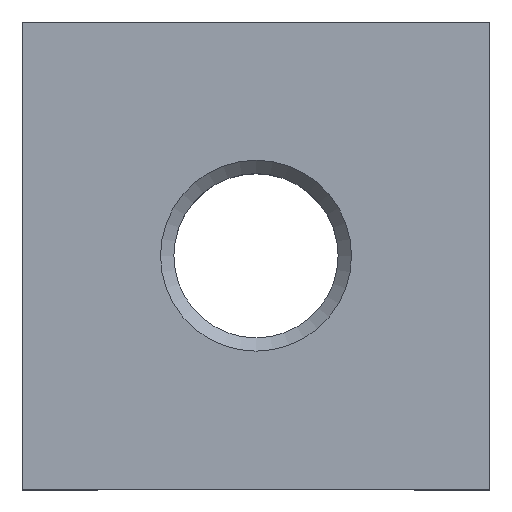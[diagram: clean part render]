
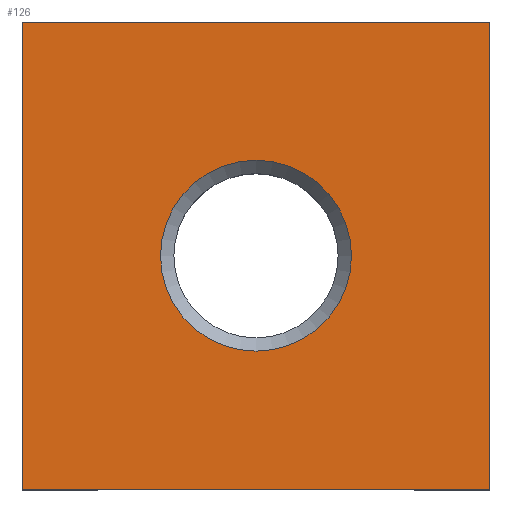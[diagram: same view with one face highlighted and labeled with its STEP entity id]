
A CAD part, top view. The second image highlights one B-rep face of the part: STEP entity #126.
In plain terms, the highlighted planar face has unit normal (0, 0, 1).
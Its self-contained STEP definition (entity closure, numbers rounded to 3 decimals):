
#126 = ADVANCED_FACE( '', ( #273, #274 ), #275, .T. );
#273 = FACE_BOUND( '', #440, .T. );
#274 = FACE_OUTER_BOUND( '', #441, .T. );
#275 = PLANE( '', #442 );
#440 = EDGE_LOOP( '', ( #731 ) );
#441 = EDGE_LOOP( '', ( #732, #733, #734, #735 ) );
#442 = AXIS2_PLACEMENT_3D( '', #736, #737, #738 );
#731 = ORIENTED_EDGE( '', *, *, #1105, .T. );
#732 = ORIENTED_EDGE( '', *, *, #1106, .T. );
#733 = ORIENTED_EDGE( '', *, *, #1003, .T. );
#734 = ORIENTED_EDGE( '', *, *, #1107, .T. );
#735 = ORIENTED_EDGE( '', *, *, #1108, .T. );
#736 = CARTESIAN_POINT( '', ( 0., 0., 2.5 ) );
#737 = DIRECTION( '', ( 0., 0., 1. ) );
#738 = DIRECTION( '', ( 1., 0., 0. ) );
#1003 = EDGE_CURVE( '', #1194, #1192, #1195, .T. );
#1105 = EDGE_CURVE( '', #1356, #1356, #1357, .T. );
#1106 = EDGE_CURVE( '', #1358, #1194, #1359, .T. );
#1107 = EDGE_CURVE( '', #1192, #1360, #1361, .T. );
#1108 = EDGE_CURVE( '', #1360, #1358, #1362, .T. );
#1192 = VERTEX_POINT( '', #1464 );
#1194 = VERTEX_POINT( '', #1467 );
#1195 = LINE( '', #1468, #1469 );
#1356 = VERTEX_POINT( '', #1705 );
#1357 = CIRCLE( '', #1706, 1.43 );
#1358 = VERTEX_POINT( '', #1707 );
#1359 = LINE( '', #1708, #1709 );
#1360 = VERTEX_POINT( '', #1710 );
#1361 = LINE( '', #1711, #1712 );
#1362 = LINE( '', #1713, #1714 );
#1464 = CARTESIAN_POINT( '', ( 3.5, -3.5, 2.5 ) );
#1467 = CARTESIAN_POINT( '', ( -3.5, -3.5, 2.5 ) );
#1468 = CARTESIAN_POINT( '', ( -3.5, -3.5, 2.5 ) );
#1469 = VECTOR( '', #1844, 1000. );
#1705 = CARTESIAN_POINT( '', ( 1.43, 0., 2.5 ) );
#1706 = AXIS2_PLACEMENT_3D( '', #1926, #1927, #1928 );
#1707 = CARTESIAN_POINT( '', ( -3.5, 3.5, 2.5 ) );
#1708 = CARTESIAN_POINT( '', ( -3.5, 3.5, 2.5 ) );
#1709 = VECTOR( '', #1929, 1000. );
#1710 = CARTESIAN_POINT( '', ( 3.5, 3.5, 2.5 ) );
#1711 = CARTESIAN_POINT( '', ( 3.5, -3.5, 2.5 ) );
#1712 = VECTOR( '', #1930, 1000. );
#1713 = CARTESIAN_POINT( '', ( 3.5, 3.5, 2.5 ) );
#1714 = VECTOR( '', #1931, 1000. );
#1844 = DIRECTION( '', ( 1., 0., 0. ) );
#1926 = CARTESIAN_POINT( '', ( 0., 0., 2.5 ) );
#1927 = DIRECTION( '', ( 0., 0., -1. ) );
#1928 = DIRECTION( '', ( 1., 0., 0. ) );
#1929 = DIRECTION( '', ( 0., -1., 0. ) );
#1930 = DIRECTION( '', ( 0., 1., 0. ) );
#1931 = DIRECTION( '', ( -1., 0., 0. ) );
